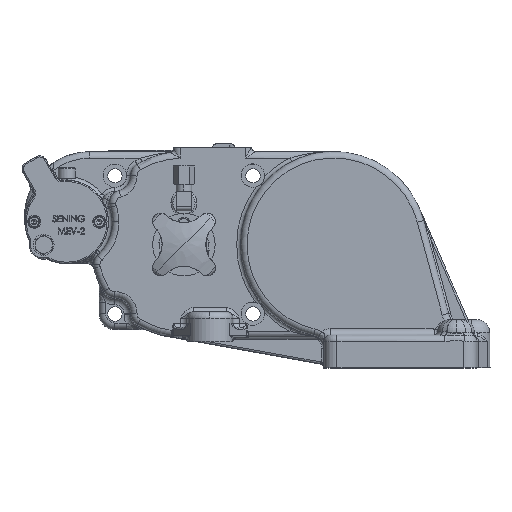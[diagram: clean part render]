
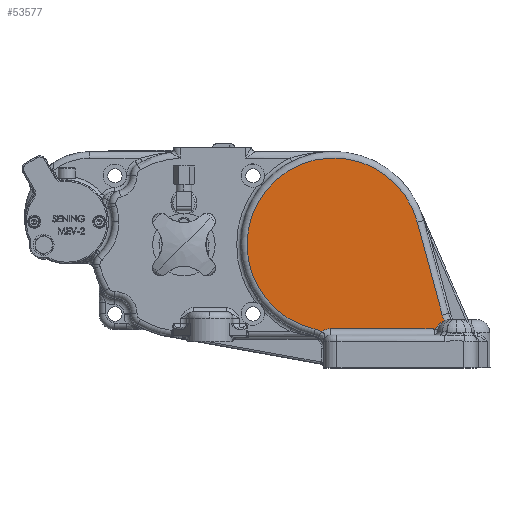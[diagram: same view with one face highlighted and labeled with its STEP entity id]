
A CAD part, top view. The second image highlights one B-rep face of the part: STEP entity #53577.
In plain terms, the highlighted planar face has unit normal (0, 0, 1).
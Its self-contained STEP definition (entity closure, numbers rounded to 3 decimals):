
#20521 = CARTESIAN_POINT ( 'NONE',  ( 0., 0., 85.5 ) ) ;
#20522 = PLANE ( 'NONE',  #144926 ) ;
#20536 = DIRECTION ( 'NONE',  ( 0., 0., 1. ) ) ;
#20538 = DIRECTION ( 'NONE',  ( 1., 0., 0. ) ) ;
#25182 = EDGE_LOOP ( 'NONE', ( #106723, #106632, #106634, #106698, #106709, #106703, #106666 ) ) ;
#27784 = VERTEX_POINT ( 'NONE', #59028 ) ;
#28280 = VERTEX_POINT ( 'NONE', #58982 ) ;
#28314 = VERTEX_POINT ( 'NONE', #58969 ) ;
#28515 = VERTEX_POINT ( 'NONE', #58784 ) ;
#29240 = VERTEX_POINT ( 'NONE', #58254 ) ;
#29961 = VERTEX_POINT ( 'NONE', #66489 ) ;
#30343 = VERTEX_POINT ( 'NONE', #83957 ) ;
#37141 = AXIS2_PLACEMENT_3D ( 'NONE', #105045, #105071, #105074 ) ;
#37148 = AXIS2_PLACEMENT_3D ( 'NONE', #105069, #105108, #105110 ) ;
#37152 = AXIS2_PLACEMENT_3D ( 'NONE', #105080, #105117, #105120 ) ;
#37162 = AXIS2_PLACEMENT_3D ( 'NONE', #105192, #105212, #105215 ) ;
#53577 = ADVANCED_FACE ( 'NONE', ( #64608 ), #20522, .T. ) ;
#58254 = CARTESIAN_POINT ( 'NONE',  ( -2.5, -64.5, 85.5 ) ) ;
#58784 = CARTESIAN_POINT ( 'NONE',  ( 84.993, -58.54, 85.5 ) ) ;
#58969 = CARTESIAN_POINT ( 'NONE',  ( -14.279, -64.949, 85.5 ) ) ;
#58982 = CARTESIAN_POINT ( 'NONE',  ( 76.267, -64.5, 85.5 ) ) ;
#59028 = CARTESIAN_POINT ( 'NONE',  ( 83.347, -54.118, 85.5 ) ) ;
#64608 = FACE_OUTER_BOUND ( 'NONE', #25182, .T. ) ;
#66489 = CARTESIAN_POINT ( 'NONE',  ( 64.234, 17.211, 85.5 ) ) ;
#72300 = CIRCLE ( 'NONE', #37141, 25. ) ;
#72322 = LINE ( 'NONE', #105195, #72331 ) ;
#72327 = CIRCLE ( 'NONE', #37148, 66.5 ) ;
#72331 = VECTOR ( 'NONE', #105198, 1000. ) ;
#72334 = CIRCLE ( 'NONE', #37152, 15. ) ;
#72339 = LINE ( 'NONE', #105203, #72343 ) ;
#72343 = VECTOR ( 'NONE', #105206, 1000. ) ;
#72354 = CIRCLE ( 'NONE', #37162, 10. ) ;
#78445 = B_SPLINE_CURVE_WITH_KNOTS ( 'NONE', 3,
 ( #105112, #105126, #105128, #105130, #105133, #105136, #105138, #105141, #105144, #105147, #105150, #105153, #105155, #105157, #105158, #105161, #105164, #105167, #105170, #105173, #105176, #105179, #105182, #105185, #105187, #105189 ),
 .UNSPECIFIED., .F., .F.,
 ( 4, 2, 2, 2, 2, 2, 2, 2, 2, 2, 2, 2, 4 ),
 ( 0., 0., 0.001, 0.001, 0.001, 0.002, 0.002, 0.003, 0.004, 0.006, 0.009, 0.01, 0.011 ),
 .UNSPECIFIED. ) ;
#83957 = CARTESIAN_POINT ( 'NONE',  ( -9.218, -67.093, 85.5 ) ) ;
#105045 = CARTESIAN_POINT ( 'NONE',  ( 107.495, -47.647, 85.5 ) ) ;
#105069 = CARTESIAN_POINT ( 'NONE',  ( 0., 0., 85.5 ) ) ;
#105071 = DIRECTION ( 'NONE',  ( 0., 0., -1. ) ) ;
#105074 = DIRECTION ( 'NONE',  ( 1., 0., 0. ) ) ;
#105080 = CARTESIAN_POINT ( 'NONE',  ( -17.5, -79.599, 85.5 ) ) ;
#105108 = DIRECTION ( 'NONE',  ( 0., 0., 1. ) ) ;
#105110 = DIRECTION ( 'NONE',  ( 1., 0., 0. ) ) ;
#105112 = CARTESIAN_POINT ( 'NONE',  ( 76.267, -64.5, 85.5 ) ) ;
#105117 = DIRECTION ( 'NONE',  ( 0., 0., -1. ) ) ;
#105120 = DIRECTION ( 'NONE',  ( 1., 0., 0. ) ) ;
#105126 = CARTESIAN_POINT ( 'NONE',  ( 76.352, -64.584, 85.5 ) ) ;
#105128 = CARTESIAN_POINT ( 'NONE',  ( 76.44, -64.665, 85.5 ) ) ;
#105130 = CARTESIAN_POINT ( 'NONE',  ( 76.626, -64.815, 85.5 ) ) ;
#105133 = CARTESIAN_POINT ( 'NONE',  ( 76.724, -64.884, 85.5 ) ) ;
#105136 = CARTESIAN_POINT ( 'NONE',  ( 76.934, -64.995, 85.5 ) ) ;
#105138 = CARTESIAN_POINT ( 'NONE',  ( 77.049, -65.037, 85.5 ) ) ;
#105141 = CARTESIAN_POINT ( 'NONE',  ( 77.286, -65.065, 85.5 ) ) ;
#105144 = CARTESIAN_POINT ( 'NONE',  ( 77.408, -65.05, 85.5 ) ) ;
#105147 = CARTESIAN_POINT ( 'NONE',  ( 77.636, -64.974, 85.5 ) ) ;
#105150 = CARTESIAN_POINT ( 'NONE',  ( 77.742, -64.916, 85.5 ) ) ;
#105153 = CARTESIAN_POINT ( 'NONE',  ( 77.939, -64.781, 85.5 ) ) ;
#105155 = CARTESIAN_POINT ( 'NONE',  ( 78.032, -64.704, 85.5 ) ) ;
#105157 = CARTESIAN_POINT ( 'NONE',  ( 78.296, -64.464, 85.5 ) ) ;
#105158 = CARTESIAN_POINT ( 'NONE',  ( 78.458, -64.29, 85.5 ) ) ;
#105161 = CARTESIAN_POINT ( 'NONE',  ( 78.929, -63.757, 85.5 ) ) ;
#105164 = CARTESIAN_POINT ( 'NONE',  ( 79.228, -63.386, 85.5 ) ) ;
#105167 = CARTESIAN_POINT ( 'NONE',  ( 79.838, -62.658, 85.5 ) ) ;
#105170 = CARTESIAN_POINT ( 'NONE',  ( 80.147, -62.298, 85.5 ) ) ;
#105173 = CARTESIAN_POINT ( 'NONE',  ( 81.108, -61.255, 85.5 ) ) ;
#105176 = CARTESIAN_POINT ( 'NONE',  ( 81.793, -60.605, 85.5 ) ) ;
#105179 = CARTESIAN_POINT ( 'NONE',  ( 82.922, -59.738, 85.5 ) ) ;
#105182 = CARTESIAN_POINT ( 'NONE',  ( 83.317, -59.465, 85.5 ) ) ;
#105185 = CARTESIAN_POINT ( 'NONE',  ( 84.135, -58.966, 85.5 ) ) ;
#105187 = CARTESIAN_POINT ( 'NONE',  ( 84.557, -58.74, 85.5 ) ) ;
#105189 = CARTESIAN_POINT ( 'NONE',  ( 84.993, -58.54, 85.5 ) ) ;
#105192 = CARTESIAN_POINT ( 'NONE',  ( -2.5, -74.5, 85.5 ) ) ;
#105195 = CARTESIAN_POINT ( 'NONE',  ( 81.351, -64.5, 85.5 ) ) ;
#105198 = DIRECTION ( 'NONE',  ( 1., 0., 0. ) ) ;
#105203 = CARTESIAN_POINT ( 'NONE',  ( 64.234, 17.211, 85.5 ) ) ;
#105206 = DIRECTION ( 'NONE',  ( -0.259, 0.966, 0. ) ) ;
#105212 = DIRECTION ( 'NONE',  ( 0., 0., -1. ) ) ;
#105215 = DIRECTION ( 'NONE',  ( 1., 0., 0. ) ) ;
#106632 = ORIENTED_EDGE ( 'NONE', *, *, #115658, .T. ) ;
#106634 = ORIENTED_EDGE ( 'NONE', *, *, #115639, .T. ) ;
#106666 = ORIENTED_EDGE ( 'NONE', *, *, #115668, .T. ) ;
#106698 = ORIENTED_EDGE ( 'NONE', *, *, #115665, .T. ) ;
#106703 = ORIENTED_EDGE ( 'NONE', *, *, #115656, .T. ) ;
#106709 = ORIENTED_EDGE ( 'NONE', *, *, #115653, .T. ) ;
#106723 = ORIENTED_EDGE ( 'NONE', *, *, #115662, .T. ) ;
#115639 = EDGE_CURVE ( 'NONE', #28515, #27784, #72300, .T. ) ;
#115653 = EDGE_CURVE ( 'NONE', #29961, #28314, #72327, .T. ) ;
#115656 = EDGE_CURVE ( 'NONE', #28314, #30343, #72334, .T. ) ;
#115658 = EDGE_CURVE ( 'NONE', #28280, #28515, #78445, .T. ) ;
#115662 = EDGE_CURVE ( 'NONE', #29240, #28280, #72322, .T. ) ;
#115665 = EDGE_CURVE ( 'NONE', #27784, #29961, #72339, .T. ) ;
#115668 = EDGE_CURVE ( 'NONE', #30343, #29240, #72354, .T. ) ;
#144926 = AXIS2_PLACEMENT_3D ( 'NONE', #20521, #20536, #20538 ) ;
